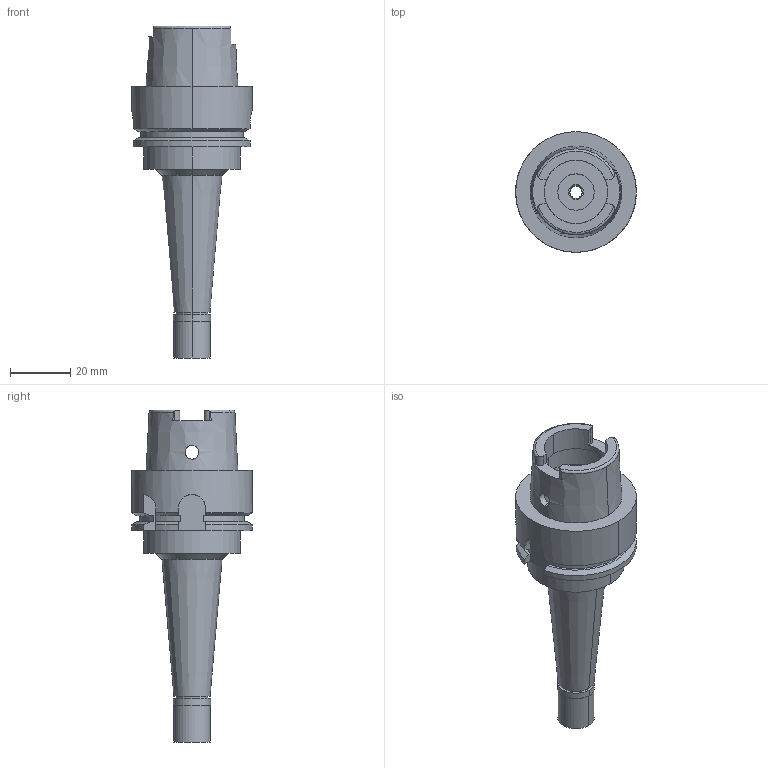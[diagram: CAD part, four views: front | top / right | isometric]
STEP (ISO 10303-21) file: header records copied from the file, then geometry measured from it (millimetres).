
FILE_DESCRIPTION((''),'2;1');
FILE_NAME('HA40MS04090T-040_ASM','2017-10-19T',('ykawabe'),(''),'CREO PARAMETRIC BY PTC INC, 2016380','CREO PARAMETRIC BY PTC INC, 2016380','');
FILE_SCHEMA(('AUTOMOTIVE_DESIGN { 1 0 10303 214 1 1 1 1 }'));
Length unit declared in the file: millimetre
Products named in the file (5): HSK-A40-MEGA4S-90T_1; NBC4S-4AA_1; MGN4S_1; DXF_TEMP_ASSY_ASM_4_ASM; HA40MS04090T-040_ASM
Assembly tree (4 placements, depth 3):
  HA40MS04090T-040_ASM
    DXF_TEMP_ASSY_ASM_4_ASM
      HSK-A40-MEGA4S-90T_1
      NBC4S-4AA_1
      MGN4S_1
Bounding box: 40 x 40 x 110 mm (x, y, z)
Volume: 40954.1 mm3; surface area: 15727.5 mm2
Topology: 3 solids, 3 shells, 150 faces, 382 edges, 249 vertices
Faces by surface type: cylinder 66, plane 50, cone 30, torus 4
Entity records: 6862 total; most frequent: CARTESIAN_POINT 1098, DIRECTION 867, ORIENTED_EDGE 764, PRESENTATION_STYLE_ASSIGNMENT 390, STYLED_ITEM 390, CURVE_STYLE 387, EDGE_CURVE 382, AXIS2_PLACEMENT_3D 352
